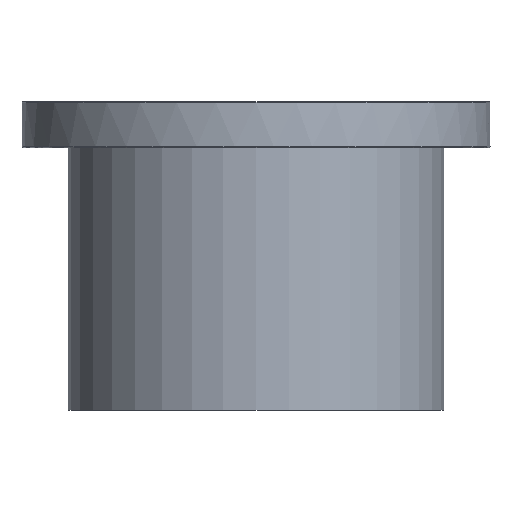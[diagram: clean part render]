
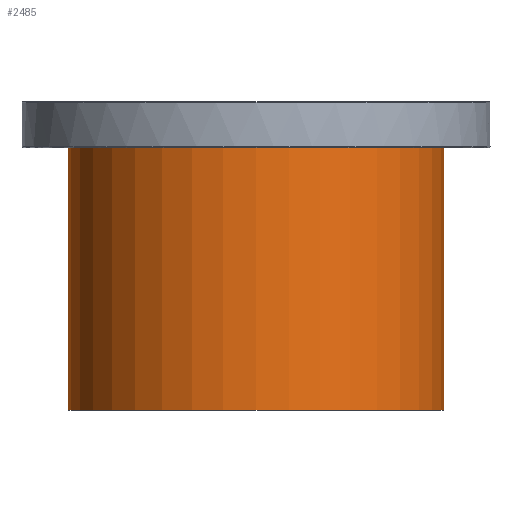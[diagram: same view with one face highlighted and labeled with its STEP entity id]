
A CAD part, front view. The second image highlights one B-rep face of the part: STEP entity #2485.
In plain terms, the highlighted cylindrical face has radius 101.5 mm (diameter 203 mm), a full revolution.
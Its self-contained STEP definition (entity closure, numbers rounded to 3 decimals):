
#2423=CARTESIAN_POINT('',(101.5,0.,157.5));
#2424=VERTEX_POINT('',#2423);
#2425=CARTESIAN_POINT('',(0.,0.,157.5));
#2426=DIRECTION('',(0.0,0.0,-1.0));
#2427=DIRECTION('',(-1.0,0.0,0.0));
#2428=AXIS2_PLACEMENT_3D('',#2425,#2426,#2427);
#2429=CIRCLE('',#2428,101.5);
#2430=EDGE_CURVE('',#2424,#2424,#2429,.T.);
#2466=CARTESIAN_POINT('',(0.,0.,0.0));
#2467=DIRECTION('',(0.,0.,1.0));
#2468=DIRECTION('',(-1.0,0.0,0.0));
#2469=AXIS2_PLACEMENT_3D('',#2466,#2467,#2468);
#2470=CYLINDRICAL_SURFACE('',#2469,101.5);
#2471=ORIENTED_EDGE('',*,*,#2430,.T.);
#2472=EDGE_LOOP('',(#2471));
#2473=FACE_OUTER_BOUND('',#2472,.T.);
#2474=CARTESIAN_POINT('',(101.5,0.,0.0));
#2475=VERTEX_POINT('',#2474);
#2476=CARTESIAN_POINT('',(0.,0.,0.0));
#2477=DIRECTION('',(0.0,0.0,-1.0));
#2478=DIRECTION('',(-1.0,0.0,0.0));
#2479=AXIS2_PLACEMENT_3D('',#2476,#2477,#2478);
#2480=CIRCLE('',#2479,101.5);
#2481=EDGE_CURVE('',#2475,#2475,#2480,.T.);
#2482=ORIENTED_EDGE('',*,*,#2481,.F.);
#2483=EDGE_LOOP('',(#2482));
#2484=FACE_BOUND('',#2483,.T.);
#2485=ADVANCED_FACE('',(#2473,#2484),#2470,.T.);
